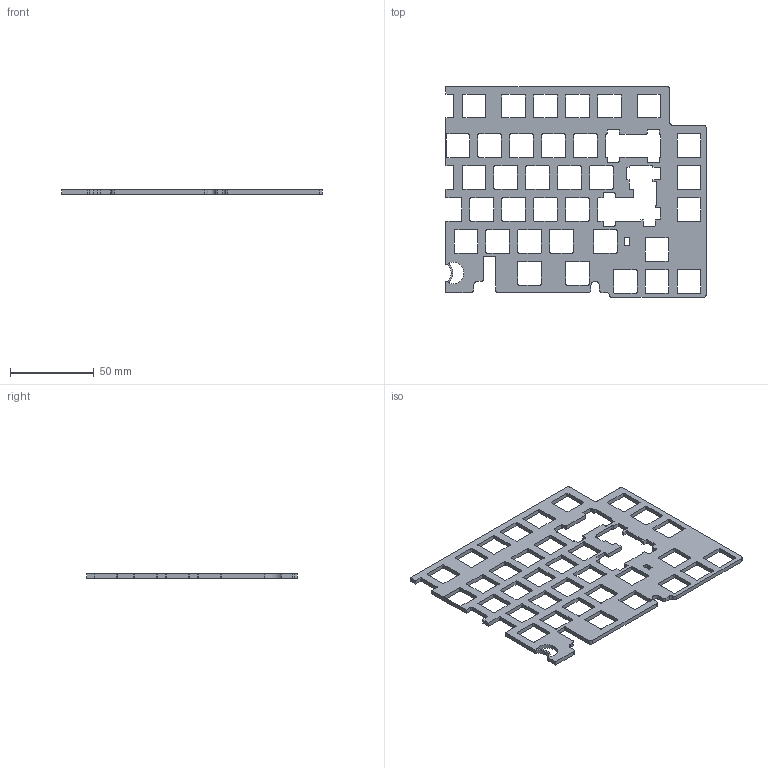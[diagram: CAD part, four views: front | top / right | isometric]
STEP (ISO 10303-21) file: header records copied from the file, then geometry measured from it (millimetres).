
FILE_DESCRIPTION (( 'STEP AP214' ), '1' );
FILE_NAME ('QK75 RIGHT.STEP', '2024-03-03T23:47:09', ( '' ), ( '' ), 'SwSTEP 2.0', 'SolidWorks 2023', '' );
FILE_SCHEMA (( 'AUTOMOTIVE_DESIGN' ));
Length unit declared in the file: millimetre
Products named in the file (1): QK75 RIGHT
Bounding box: 155.46 x 125.88 x 2.5 mm (x, y, z)
Volume: 25105.9 mm3; surface area: 27265.8 mm2
Topology: 1 solids, 1 shells, 436 faces, 1302 edges, 868 vertices
Faces by surface type: plane 227, cylinder 209
Entity records: 14939 total; most frequent: CARTESIAN_POINT 2607, ORIENTED_EDGE 2604, DIRECTION 2594, EDGE_CURVE 1302, LINE 884, VECTOR 884, VERTEX_POINT 868, AXIS2_PLACEMENT_3D 855
